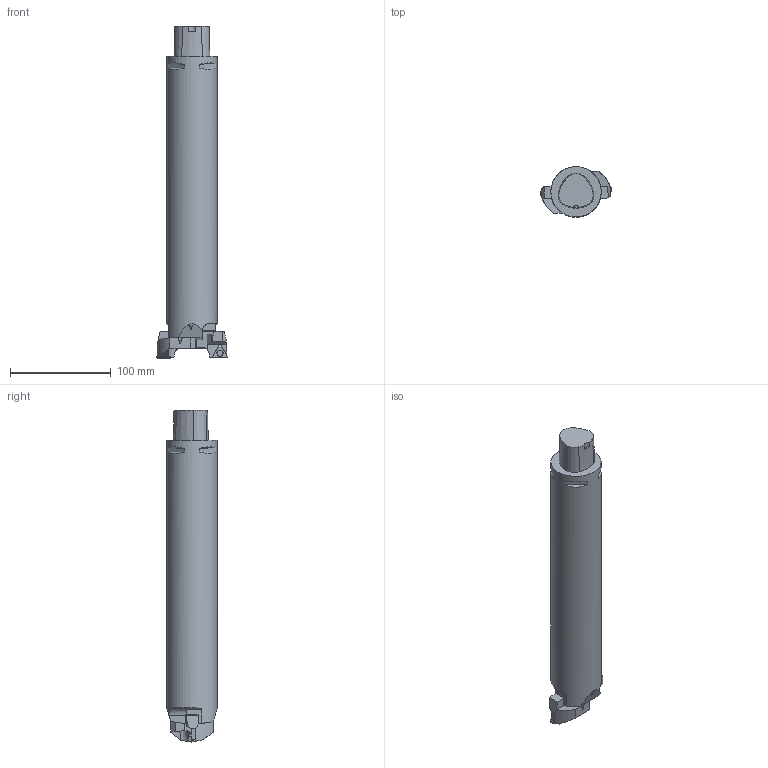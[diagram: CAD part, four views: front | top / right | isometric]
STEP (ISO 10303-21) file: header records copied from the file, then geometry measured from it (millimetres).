
FILE_DESCRIPTION(/* description */ (''),/* implementation_level */ '2;1');
FILE_NAME(/* name */ '1548247019119.stp',/* time_stamp */ '2019-01-23T13:37:16+01:00',/* author */ (''),/* organization */ ('SMS'),/* preprocessor_version */ 'ST-DEVELOPER v15',/* originating_system */ 'SIEMENS PLM Software NX 8.5',/* authorisation */ '');
FILE_SCHEMA (('AUTOMOTIVE_DESIGN { 1 0 10303 214 3 1 1 1 }'));
Length unit declared in the file: millimetre
Products named in the file (10): ASSEMBLY_CONSTRUCTION; 202024299mod000_00; IsoTurningInsert; 202024244mod000_00; 201108968mod000_00; 202024326mod000_00; 202024278mod000_00; 202024613mod000_00
Assembly tree (10 placements, depth 3):
  202024613mod000_00
    202024278mod000_00
      202024244mod000_00
      IsoTurningInsert
      ASSEMBLY_CONSTRUCTION
    202024326mod000_00
      202024299mod000_00
      IsoTurningInsert
      ASSEMBLY_CONSTRUCTION
    201108968mod000_00
    ASSEMBLY_CONSTRUCTION
Bounding box: 70.97 x 50 x 330 mm (x, y, z)
Volume: 587421.3 mm3; surface area: 59908 mm2
Topology: 5 solids, 5 shells, 206 faces, 533 edges, 372 vertices
Faces by surface type: plane 142, cylinder 24, extrusion 16, cone 16, torus 8
Full cylindrical faces by diameter (mm): 4.4 x4, 50 x1
Entity records: 7273 total; most frequent: CARTESIAN_POINT 1779, ORIENTED_EDGE 964, DIRECTION 925, EDGE_CURVE 482, VERTEX_POINT 326, VECTOR 309, AXIS2_PLACEMENT_3D 308, LINE 293
